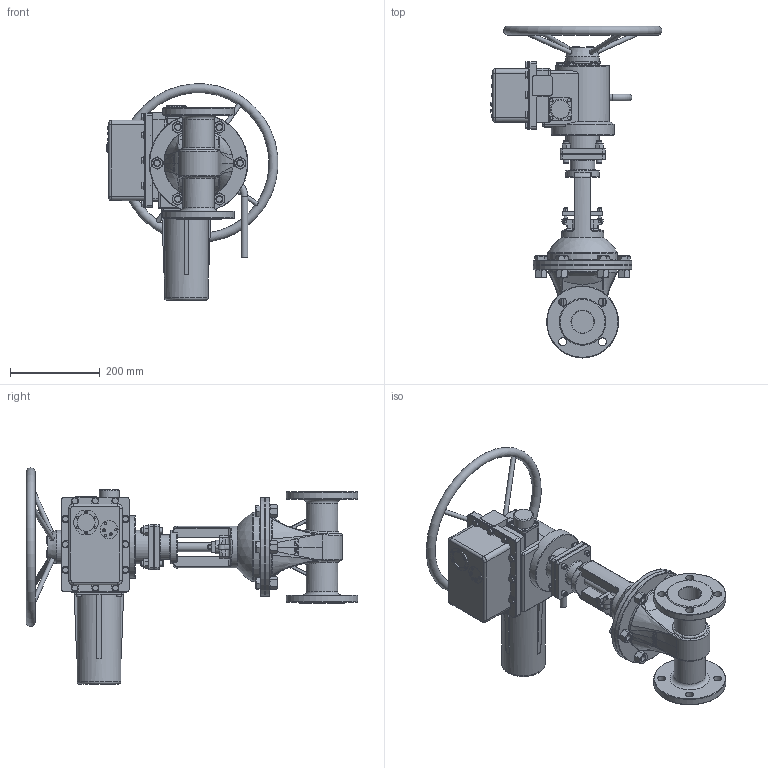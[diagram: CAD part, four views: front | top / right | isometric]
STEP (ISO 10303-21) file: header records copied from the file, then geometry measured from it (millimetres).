
FILE_DESCRIPTION(/* description */ (''),/* implementation_level */ '2;1');
FILE_NAME(/* name */ 'DN50_3D_STEP.stp',/* time_stamp */ '2024-01-15T18:11:41+03:00',/* author */ ('igorr'),/* organization */ (''),/* preprocessor_version */ 'ST-DEVELOPER v19.2',/* originating_system */ 'Autodesk Inventor 2023',/* authorisation */ '');
FILE_SCHEMA (('AUTOMOTIVE_DESIGN { 1 0 10303 214 3 1 1 }'));
Length unit declared in the file: millimetre
Products named in the file (16): Сборка; Деталь1; ANSI B18.2.4.2M - M6x1; AS 1112 - M12  Тип 5; Сборка_Двигатель; Деталь2; AS 1110 - M10 x 16; AS 1110 - M4 x 8; AS 1110 - M8 x 12; AS 1110 - M2,5 x 6; BS 4168 - M4 x 6; BS 4168 - M6 x 10; AS 1421 - M12 x 50 засверленный 
конец; ANSI B18.2.4.2M - M12x1,75; AS 1110 - M16 x 25; ANSI B18.2.4.2M - M16x2
Assembly tree (68 placements, depth 3):
  Сборка
    Деталь1
    ANSI B18.2.4.2M - M6x1  x2
    AS 1112 - M12  Тип 5
    Сборка_Двигатель
      Деталь2
      AS 1110 - M10 x 16  x5
      AS 1110 - M4 x 8  x8
      AS 1110 - M8 x 12  x12
      AS 1110 - M2,5 x 6  x9
      BS 4168 - M4 x 6  x2
      BS 4168 - M6 x 10  x4
    AS 1421 - M12 x 50 засверленный 
конец  x4
    ANSI B18.2.4.2M - M12x1,75  x4
    AS 1110 - M16 x 25  x6
    ANSI B18.2.4.2M - M16x2  x8
Bounding box: 382.15 x 739.01 x 481.37 mm (x, y, z)
Volume: 12819050.4 mm3; surface area: 953718.8 mm2
Topology: 67 solids, 71 shells, 2284 faces, 5234 edges, 3191 vertices
Faces by surface type: plane 1171, cone 536, cylinder 379, bspline 124, torus 61, sphere 13
Full cylindrical faces by diameter (mm): 2.5 x9, 3 x9, 4 x10, 4.8 x4, 4.917 x2, 5 x27, 6 x4, 7 x14, 8 x16, 10 x25, 10.106 x5, 12 x18, 13 x12, 13.835 x8, 15 x4, 16 x11, 18 x20, 20 x1, 24 x6, 30 x1, 32 x1, 40 x2, 44.558 x1, 45 x1, 50 x2, 55 x2, 70 x4, 75 x4, 80 x2, 93.64 x1
Entity records: 38597 total; most frequent: CARTESIAN_POINT 12013, ORIENTED_EDGE 5256, DIRECTION 5157, EDGE_CURVE 2628, AXIS2_PLACEMENT_3D 2042, VERTEX_POINT 1659, EDGE_LOOP 1269, FACE_OUTER_BOUND 1077
